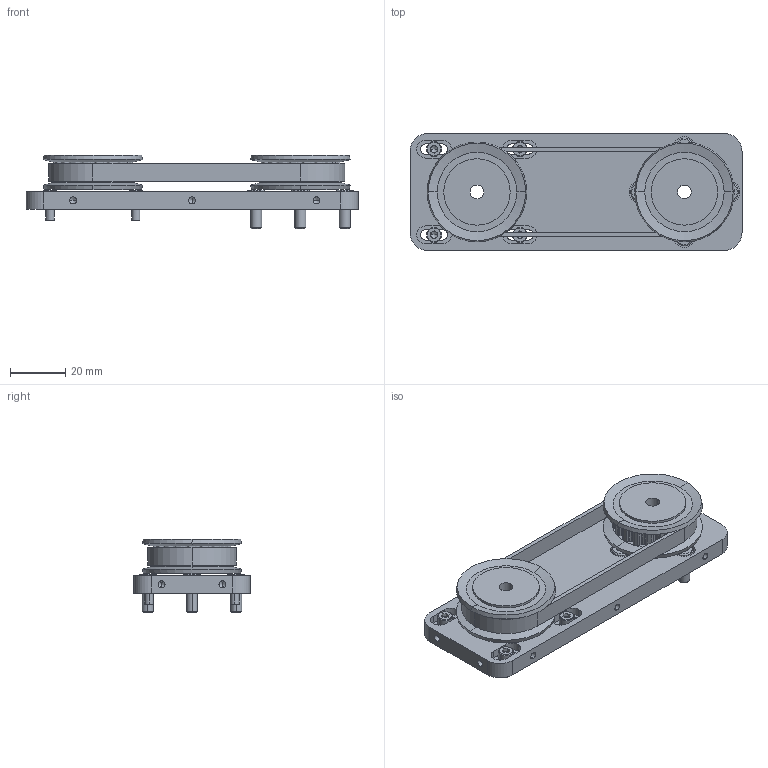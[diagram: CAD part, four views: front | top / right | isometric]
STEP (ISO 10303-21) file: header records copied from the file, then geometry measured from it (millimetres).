
FILE_DESCRIPTION (( 'STEP AP203' ), '1' );
FILE_NAME ('LAHP-N17-33WRPBKT.step', '2020-12-09T22:37:27', ( '' ), ( '' ), 'SwSTEP 2.0', 'SolidWorks 2019', '' );
FILE_SCHEMA (( 'CONFIG_CONTROL_DESIGN' ));
Length unit declared in the file: inch
Products named in the file (1): LAHP-N17-33WRPBKT
Bounding box: 120 x 42.22 x 26.71 mm (x, y, z)
Volume: 43508.8 mm3; surface area: 27864.1 mm2
Topology: 20 solids, 20 shells, 799 faces, 2081 edges, 1328 vertices
Faces by surface type: cylinder 393, plane 298, cone 92, bspline 16
Entity records: 25422 total; most frequent: CARTESIAN_POINT 5281, DIRECTION 4431, ORIENTED_EDGE 4090, EDGE_CURVE 2045, AXIS2_PLACEMENT_3D 1682, VERTEX_POINT 1328, VECTOR 1067, LINE 1067
